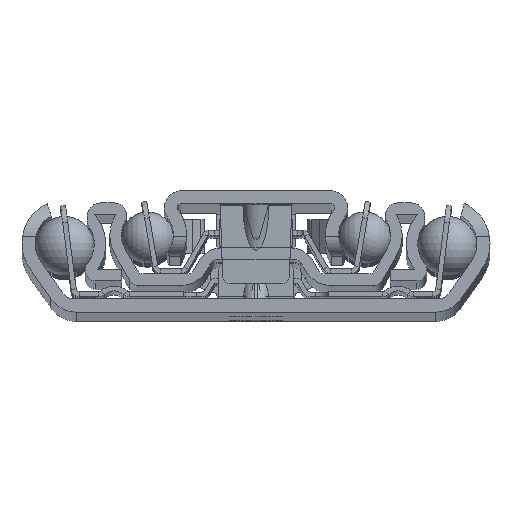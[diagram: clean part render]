
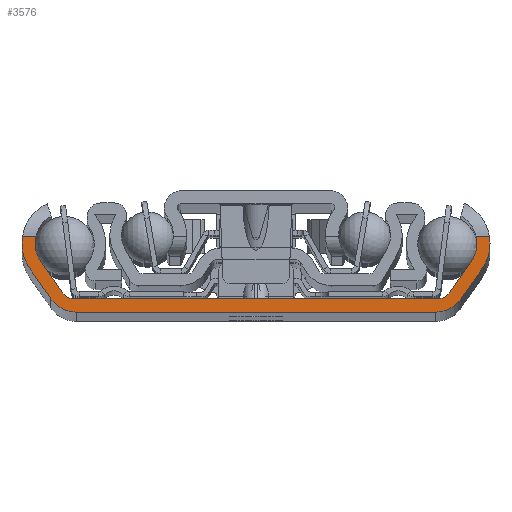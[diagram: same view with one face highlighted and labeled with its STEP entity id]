
A CAD part, top view. The second image highlights one B-rep face of the part: STEP entity #3576.
In plain terms, the highlighted planar face has unit normal (0, 0, 1).
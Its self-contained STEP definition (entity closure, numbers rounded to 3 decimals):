
#36=DIRECTION('',(-1.,0.,0.));
#37=VECTOR('',#36,2.014);
#38=CARTESIAN_POINT('',(-33.346,11.5,0.));
#39=LINE('',#38,#37);
#40=CARTESIAN_POINT('',(-28.725,10.4,0.));
#41=DIRECTION('',(0.,0.,-1.));
#42=DIRECTION('',(-0.819,-0.574,0.));
#43=AXIS2_PLACEMENT_3D('',#40,#41,#42);
#45=DIRECTION('',(-0.574,0.819,0.));
#46=VECTOR('',#45,5.757);
#47=CARTESIAN_POINT('',(-29.314,2.959,0.));
#48=LINE('',#47,#46);
#49=CARTESIAN_POINT('',(-27.471,4.25,0.));
#50=DIRECTION('',(0.,0.,-1.));
#51=DIRECTION('',(0.,-1.,0.));
#52=AXIS2_PLACEMENT_3D('',#49,#50,#51);
#54=DIRECTION('',(-1.,0.,0.));
#55=VECTOR('',#54,54.941);
#56=CARTESIAN_POINT('',(27.471,2.,0.));
#57=LINE('',#56,#55);
#58=CARTESIAN_POINT('',(27.471,4.25,0.));
#59=DIRECTION('',(0.,0.,-1.));
#60=DIRECTION('',(0.819,-0.574,0.));
#61=AXIS2_PLACEMENT_3D('',#58,#59,#60);
#63=DIRECTION('',(-0.574,-0.819,0.));
#64=VECTOR('',#63,5.757);
#65=CARTESIAN_POINT('',(32.616,7.676,0.));
#66=LINE('',#65,#64);
#67=CARTESIAN_POINT('',(28.725,10.4,0.));
#68=DIRECTION('',(0.,0.,-1.));
#69=DIRECTION('',(0.973,0.232,0.));
#70=AXIS2_PLACEMENT_3D('',#67,#68,#69);
#72=DIRECTION('',(-1.,0.,0.));
#73=VECTOR('',#72,2.014);
#74=CARTESIAN_POINT('',(35.359,11.5,0.));
#75=LINE('',#74,#73);
#76=CARTESIAN_POINT('',(28.725,10.4,0.));
#77=DIRECTION('',(0.,0.,1.));
#78=DIRECTION('',(0.819,-0.574,0.));
#79=AXIS2_PLACEMENT_3D('',#76,#77,#78);
#81=DIRECTION('',(0.574,0.819,0.));
#82=VECTOR('',#81,5.514);
#83=CARTESIAN_POINT('',(31.071,2.026,0.));
#84=LINE('',#83,#82);
#85=CARTESIAN_POINT('',(27.18,4.75,0.));
#86=DIRECTION('',(0.,0.,1.));
#87=DIRECTION('',(0.,-1.,0.));
#88=AXIS2_PLACEMENT_3D('',#85,#86,#87);
#90=DIRECTION('',(1.,0.,0.));
#91=VECTOR('',#90,54.36);
#92=CARTESIAN_POINT('',(-27.18,0.,0.));
#93=LINE('',#92,#91);
#94=CARTESIAN_POINT('',(-27.18,4.75,0.));
#95=DIRECTION('',(0.,0.,1.));
#96=DIRECTION('',(-0.819,-0.574,0.));
#97=AXIS2_PLACEMENT_3D('',#94,#95,#96);
#99=DIRECTION('',(0.574,-0.819,0.));
#100=VECTOR('',#99,5.514);
#101=CARTESIAN_POINT('',(-34.234,6.543,0.));
#102=LINE('',#101,#100);
#103=CARTESIAN_POINT('',(-28.725,10.4,0.));
#104=DIRECTION('',(0.,0.,1.));
#105=DIRECTION('',(-0.987,0.164,0.));
#106=AXIS2_PLACEMENT_3D('',#103,#104,#105);
#2981=CARTESIAN_POINT('',(-27.471,2.,0.));
#2982=CARTESIAN_POINT('',(-29.314,2.959,0.));
#2983=VERTEX_POINT('',#2981);
#2984=VERTEX_POINT('',#2982);
#2985=CARTESIAN_POINT('',(-32.616,7.676,0.));
#2986=VERTEX_POINT('',#2985);
#2987=CARTESIAN_POINT('',(-34.234,6.543,0.));
#2988=CARTESIAN_POINT('',(-31.071,2.026,0.));
#2989=VERTEX_POINT('',#2987);
#2990=VERTEX_POINT('',#2988);
#2991=CARTESIAN_POINT('',(-27.18,0.,0.));
#2992=VERTEX_POINT('',#2991);
#2993=CARTESIAN_POINT('',(27.18,0.,0.));
#2994=VERTEX_POINT('',#2993);
#2995=CARTESIAN_POINT('',(31.071,2.026,0.));
#2996=VERTEX_POINT('',#2995);
#2997=CARTESIAN_POINT('',(34.234,6.543,0.));
#2998=VERTEX_POINT('',#2997);
#2999=CARTESIAN_POINT('',(32.616,7.676,0.));
#3000=CARTESIAN_POINT('',(29.314,2.959,0.));
#3001=VERTEX_POINT('',#2999);
#3002=VERTEX_POINT('',#3000);
#3003=CARTESIAN_POINT('',(27.471,2.,0.));
#3004=VERTEX_POINT('',#3003);
#3037=CARTESIAN_POINT('',(-33.346,11.5,0.));
#3038=CARTESIAN_POINT('',(-35.359,11.5,0.));
#3039=VERTEX_POINT('',#3037);
#3040=VERTEX_POINT('',#3038);
#3041=CARTESIAN_POINT('',(35.359,11.5,0.));
#3042=CARTESIAN_POINT('',(33.346,11.5,0.));
#3043=VERTEX_POINT('',#3041);
#3044=VERTEX_POINT('',#3042);
#3537=CARTESIAN_POINT('',(0.,0.,0.));
#3538=DIRECTION('',(0.,0.,1.));
#3539=DIRECTION('',(1.,0.,0.));
#3540=AXIS2_PLACEMENT_3D('',#3537,#3538,#3539);
#3541=PLANE('',#3540);
#3543=ORIENTED_EDGE('',*,*,#3542,.F.);
#3545=ORIENTED_EDGE('',*,*,#3544,.F.);
#3547=ORIENTED_EDGE('',*,*,#3546,.F.);
#3549=ORIENTED_EDGE('',*,*,#3548,.F.);
#3551=ORIENTED_EDGE('',*,*,#3550,.F.);
#3553=ORIENTED_EDGE('',*,*,#3552,.F.);
#3555=ORIENTED_EDGE('',*,*,#3554,.F.);
#3557=ORIENTED_EDGE('',*,*,#3556,.F.);
#3559=ORIENTED_EDGE('',*,*,#3558,.F.);
#3561=ORIENTED_EDGE('',*,*,#3560,.F.);
#3563=ORIENTED_EDGE('',*,*,#3562,.F.);
#3565=ORIENTED_EDGE('',*,*,#3564,.F.);
#3567=ORIENTED_EDGE('',*,*,#3566,.F.);
#3569=ORIENTED_EDGE('',*,*,#3568,.F.);
#3571=ORIENTED_EDGE('',*,*,#3570,.F.);
#3573=ORIENTED_EDGE('',*,*,#3572,.F.);
#3574=EDGE_LOOP('',(#3543,#3545,#3547,#3549,#3551,#3553,#3555,#3557,#3559,#3561,
#3563,#3565,#3567,#3569,#3571,#3573));
#3575=FACE_OUTER_BOUND('',#3574,.F.);
#3576=ADVANCED_FACE('',(#3575),#3541,.T.);
#44=CIRCLE('',#43,4.75);
#53=CIRCLE('',#52,2.25);
#62=CIRCLE('',#61,2.25);
#71=CIRCLE('',#70,4.75);
#80=CIRCLE('',#79,6.725);
#89=CIRCLE('',#88,4.75);
#98=CIRCLE('',#97,4.75);
#107=CIRCLE('',#106,6.725);
#3542=EDGE_CURVE('',#3039,#3040,#39,.T.);
#3544=EDGE_CURVE('',#2986,#3039,#44,.T.);
#3546=EDGE_CURVE('',#2984,#2986,#48,.T.);
#3548=EDGE_CURVE('',#2983,#2984,#53,.T.);
#3550=EDGE_CURVE('',#3004,#2983,#57,.T.);
#3552=EDGE_CURVE('',#3002,#3004,#62,.T.);
#3554=EDGE_CURVE('',#3001,#3002,#66,.T.);
#3556=EDGE_CURVE('',#3044,#3001,#71,.T.);
#3558=EDGE_CURVE('',#3043,#3044,#75,.T.);
#3560=EDGE_CURVE('',#2998,#3043,#80,.T.);
#3562=EDGE_CURVE('',#2996,#2998,#84,.T.);
#3564=EDGE_CURVE('',#2994,#2996,#89,.T.);
#3566=EDGE_CURVE('',#2992,#2994,#93,.T.);
#3568=EDGE_CURVE('',#2990,#2992,#98,.T.);
#3570=EDGE_CURVE('',#2989,#2990,#102,.T.);
#3572=EDGE_CURVE('',#3040,#2989,#107,.T.);
